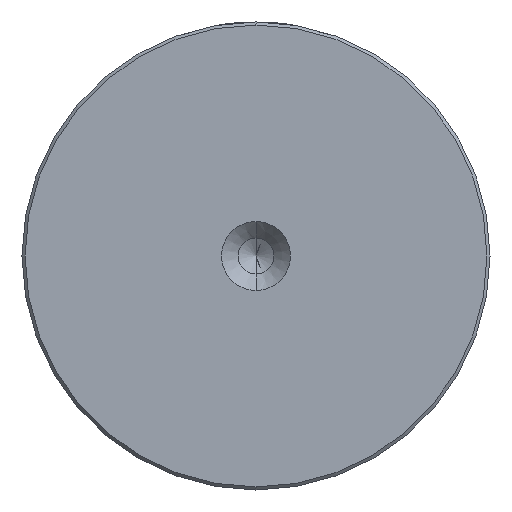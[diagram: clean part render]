
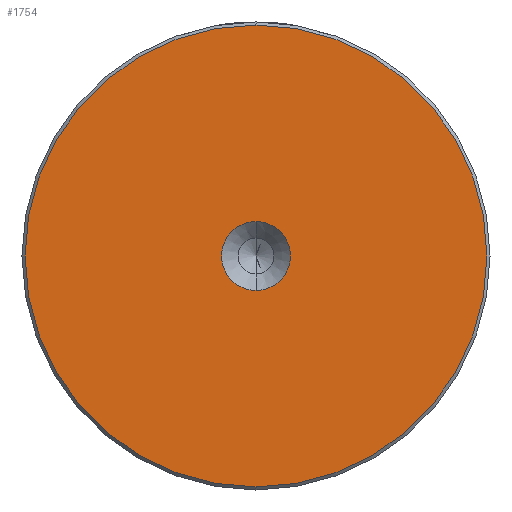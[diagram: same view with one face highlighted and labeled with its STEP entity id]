
A CAD part, left-side view. The second image highlights one B-rep face of the part: STEP entity #1754.
In plain terms, the highlighted planar face has unit normal (-1, 0, 0).
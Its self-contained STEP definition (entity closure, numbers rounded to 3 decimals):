
#29 = ORIENTED_EDGE ( 'NONE', *, *, #299, .F. ) ;
#53 = ORIENTED_EDGE ( 'NONE', *, *, #2143, .T. ) ;
#199 = CARTESIAN_POINT ( 'NONE',  ( 0., 0., -5.6 ) ) ;
#299 = EDGE_CURVE ( 'NONE', #848, #2471, #2436, .T. ) ;
#449 = CIRCLE ( 'NONE', #1930, 37.5 ) ;
#554 = AXIS2_PLACEMENT_3D ( 'NONE', #1462, #879, #2064 ) ;
#620 = ORIENTED_EDGE ( 'NONE', *, *, #920, .F. ) ;
#716 = DIRECTION ( 'NONE',  ( -1., 0., 0. ) ) ;
#832 = CARTESIAN_POINT ( 'NONE',  ( 0., 0., 0. ) ) ;
#848 = VERTEX_POINT ( 'NONE', #199 ) ;
#862 = EDGE_CURVE ( 'NONE', #1556, #2442, #1767, .T. ) ;
#879 = DIRECTION ( 'NONE',  ( -1., 0., 0. ) ) ;
#920 = EDGE_CURVE ( 'NONE', #2471, #848, #2231, .T. ) ;
#1028 = DIRECTION ( 'NONE',  ( 0., 0., 1. ) ) ;
#1241 = CARTESIAN_POINT ( 'NONE',  ( 0., 0., 37.5 ) ) ;
#1244 = CARTESIAN_POINT ( 'NONE',  ( 0., 0., -37.5 ) ) ;
#1294 = CARTESIAN_POINT ( 'NONE',  ( 0., 0., 0. ) ) ;
#1438 = CARTESIAN_POINT ( 'NONE',  ( 0., 0., 0. ) ) ;
#1462 = CARTESIAN_POINT ( 'NONE',  ( 0., 0., 0. ) ) ;
#1556 = VERTEX_POINT ( 'NONE', #1241 ) ;
#1557 = EDGE_LOOP ( 'NONE', ( #620, #29 ) ) ;
#1744 = AXIS2_PLACEMENT_3D ( 'NONE', #1438, #2486, #2301 ) ;
#1754 = ADVANCED_FACE ( 'NONE', ( #2282, #2216 ), #1860, .T. ) ;
#1767 = CIRCLE ( 'NONE', #1744, 37.5 ) ;
#1860 = PLANE ( 'NONE',  #554 ) ;
#1925 = DIRECTION ( 'NONE',  ( 0., 0., 1. ) ) ;
#1930 = AXIS2_PLACEMENT_3D ( 'NONE', #832, #2198, #1028 ) ;
#1941 = DIRECTION ( 'NONE',  ( -1., 0., 0. ) ) ;
#1948 = CARTESIAN_POINT ( 'NONE',  ( 0., 0., 0. ) ) ;
#2035 = CARTESIAN_POINT ( 'NONE',  ( 0., 0., 5.6 ) ) ;
#2064 = DIRECTION ( 'NONE',  ( 0., 0., 1. ) ) ;
#2116 = AXIS2_PLACEMENT_3D ( 'NONE', #1294, #716, #2277 ) ;
#2143 = EDGE_CURVE ( 'NONE', #2442, #1556, #449, .T. ) ;
#2151 = AXIS2_PLACEMENT_3D ( 'NONE', #1948, #1941, #1925 ) ;
#2171 = EDGE_LOOP ( 'NONE', ( #53, #2453 ) ) ;
#2198 = DIRECTION ( 'NONE',  ( -1., 0., 0. ) ) ;
#2216 = FACE_BOUND ( 'NONE', #1557, .T. ) ;
#2231 = CIRCLE ( 'NONE', #2151, 5.6 ) ;
#2277 = DIRECTION ( 'NONE',  ( 0., 0., 1. ) ) ;
#2282 = FACE_OUTER_BOUND ( 'NONE', #2171, .T. ) ;
#2301 = DIRECTION ( 'NONE',  ( 0., 0., 1. ) ) ;
#2436 = CIRCLE ( 'NONE', #2116, 5.6 ) ;
#2442 = VERTEX_POINT ( 'NONE', #1244 ) ;
#2453 = ORIENTED_EDGE ( 'NONE', *, *, #862, .T. ) ;
#2471 = VERTEX_POINT ( 'NONE', #2035 ) ;
#2486 = DIRECTION ( 'NONE',  ( -1., 0., 0. ) ) ;
